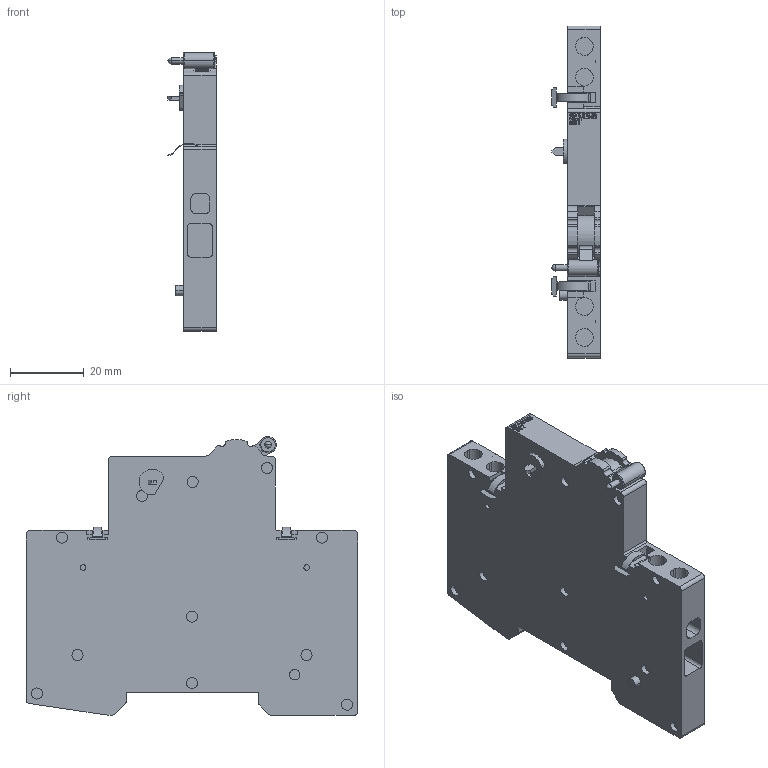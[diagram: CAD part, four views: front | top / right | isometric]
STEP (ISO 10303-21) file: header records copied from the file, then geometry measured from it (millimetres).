
FILE_DESCRIPTION(('STEP AP214'),'1');
FILE_NAME('cctmp_A20D6A4B-F4C2-4629-ACBD-2F6DD2760B8A_2023_07_24_20_35_51_0498..stp','2023-07-24T18:35:52',('SIEMENS A&D'),('CADClick - www.CADClick.com'),'Spatial InterOp 3D postprocessed',' ','unknown authorization');
FILE_SCHEMA(('AUTOMOTIVE_DESIGN'));
Length unit declared in the file: millimetre
Products named in the file (1): 2023_07_24_20_35_51_0467
Bounding box: 13.2 x 89.8 x 75.44 mm (x, y, z)
Volume: 43928.5 mm3; surface area: 15279.1 mm2
Topology: 1 solids, 1 shells, 450 faces, 1188 edges, 784 vertices
Faces by surface type: plane 242, cylinder 144, bspline 56, sphere 4, torus 4
Entity records: 20484 total; most frequent: CARTESIAN_POINT 8037, ORIENTED_EDGE 2368, DIRECTION 2173, EDGE_CURVE 1184, VERTEX_POINT 784, LINE 753, VECTOR 753, AXIS2_PLACEMENT_3D 710
